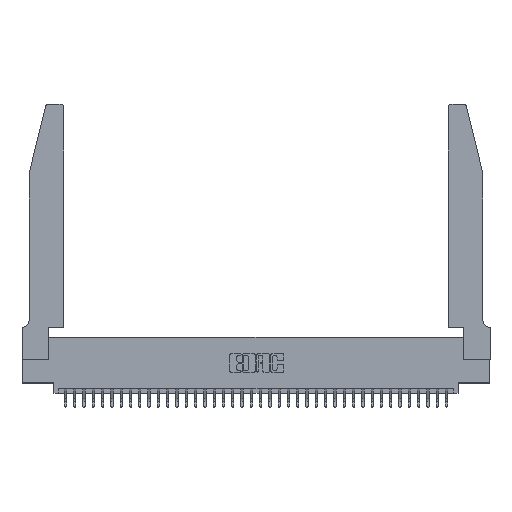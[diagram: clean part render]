
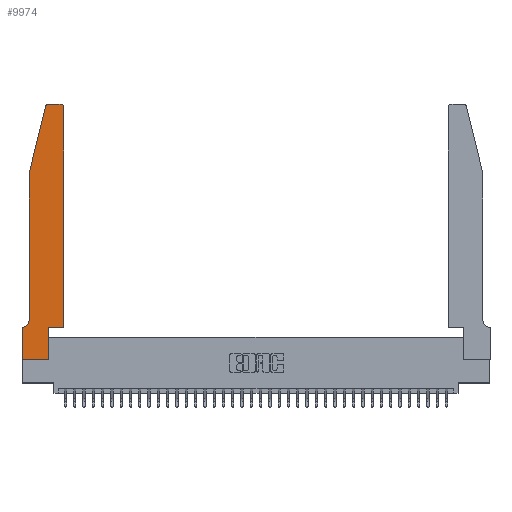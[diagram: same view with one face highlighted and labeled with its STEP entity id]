
A CAD part, top view. The second image highlights one B-rep face of the part: STEP entity #9974.
In plain terms, the highlighted planar face has unit normal (0, 0, 1).
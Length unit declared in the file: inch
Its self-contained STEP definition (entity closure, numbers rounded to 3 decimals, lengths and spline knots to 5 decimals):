
#872 = CARTESIAN_POINT ( 'NONE',  ( 0.0755, 0.42, 0.37 ) ) ;
#1189 = VERTEX_POINT ( 'NONE', #25893 ) ;
#1644 = DIRECTION ( 'NONE',  ( 0., 0., 1. ) ) ;
#1907 = CARTESIAN_POINT ( 'NONE',  ( 0.0755, 0.35, 0.37 ) ) ;
#2333 = CARTESIAN_POINT ( 'NONE',  ( 0.4505, 0.35, 0.37 ) ) ;
#2492 = VERTEX_POINT ( 'NONE', #3225 ) ;
#2574 = CARTESIAN_POINT ( 'NONE',  ( 0.284, 2.75, 0.37 ) ) ;
#2998 = LINE ( 'NONE', #14408, #16702 ) ;
#3015 = CIRCLE ( 'NONE', #16020, 0.07 ) ;
#3225 = CARTESIAN_POINT ( 'NONE',  ( 0., 0., 0.37 ) ) ;
#3616 = VERTEX_POINT ( 'NONE', #15469 ) ;
#3766 = LINE ( 'NONE', #17404, #26366 ) ;
#3984 = VERTEX_POINT ( 'NONE', #19838 ) ;
#4044 = VERTEX_POINT ( 'NONE', #23327 ) ;
#4373 = DIRECTION ( 'NONE',  ( 1., 0., 0. ) ) ;
#4714 = EDGE_CURVE ( 'NONE', #35049, #8037, #6732, .T. ) ;
#5248 = DIRECTION ( 'NONE',  ( 1., 0., 0. ) ) ;
#5892 = VECTOR ( 'NONE', #23415, 39.37008 ) ;
#6304 = CARTESIAN_POINT ( 'NONE',  ( 0., 0., 0.37 ) ) ;
#6452 = VERTEX_POINT ( 'NONE', #2574 ) ;
#6732 = LINE ( 'NONE', #34758, #22896 ) ;
#6852 = CIRCLE ( 'NONE', #7921, 0.03 ) ;
#7921 = AXIS2_PLACEMENT_3D ( 'NONE', #13214, #1644, #16128 ) ;
#8037 = VERTEX_POINT ( 'NONE', #22346 ) ;
#9363 = FACE_OUTER_BOUND ( 'NONE', #37481, .T. ) ;
#9455 = EDGE_CURVE ( 'NONE', #25780, #1189, #3015, .T. ) ;
#9841 = ORIENTED_EDGE ( 'NONE', *, *, #28914, .T. ) ;
#9974 = ADVANCED_FACE ( 'NONE', ( #9363 ), #23798, .T. ) ;
#10035 = VECTOR ( 'NONE', #37683, 39.37008 ) ;
#10411 = ORIENTED_EDGE ( 'NONE', *, *, #9455, .T. ) ;
#10479 = ORIENTED_EDGE ( 'NONE', *, *, #16814, .T. ) ;
#11141 = DIRECTION ( 'NONE',  ( -1., 0., 0. ) ) ;
#11273 = EDGE_CURVE ( 'NONE', #37837, #14549, #3766, .T. ) ;
#11480 = ORIENTED_EDGE ( 'NONE', *, *, #25512, .T. ) ;
#11545 = DIRECTION ( 'NONE',  ( 0., 0., -1. ) ) ;
#11689 = EDGE_CURVE ( 'NONE', #2492, #3616, #20763, .T. ) ;
#11715 = DIRECTION ( 'NONE',  ( -1., 0., 0. ) ) ;
#12611 = DIRECTION ( 'NONE',  ( 0., -1., 0. ) ) ;
#12781 = ORIENTED_EDGE ( 'NONE', *, *, #36481, .T. ) ;
#13214 = CARTESIAN_POINT ( 'NONE',  ( 0.4205, 2.72, 0.37 ) ) ;
#14120 = VECTOR ( 'NONE', #20009, 39.37008 ) ;
#14408 = CARTESIAN_POINT ( 'NONE',  ( 0.2605, 2.75, 0.37 ) ) ;
#14549 = VERTEX_POINT ( 'NONE', #17567 ) ;
#15469 = CARTESIAN_POINT ( 'NONE',  ( 0.2865, 0., 0.37 ) ) ;
#15563 = CARTESIAN_POINT ( 'NONE',  ( 0.4505, 0.35, 0.37 ) ) ;
#15636 = CARTESIAN_POINT ( 'NONE',  ( 0., 0., 0.37 ) ) ;
#15769 = ORIENTED_EDGE ( 'NONE', *, *, #20409, .T. ) ;
#15797 = VECTOR ( 'NONE', #26900, 39.37008 ) ;
#16020 = AXIS2_PLACEMENT_3D ( 'NONE', #32247, #11545, #11141 ) ;
#16128 = DIRECTION ( 'NONE',  ( 1., 0., 0. ) ) ;
#16702 = VECTOR ( 'NONE', #11715, 39.37008 ) ;
#16723 = VECTOR ( 'NONE', #12611, 39.37008 ) ;
#16814 = EDGE_CURVE ( 'NONE', #3616, #3984, #23414, .T. ) ;
#17404 = CARTESIAN_POINT ( 'NONE',  ( 0.0755, 2., 0.37 ) ) ;
#17410 = VERTEX_POINT ( 'NONE', #26255 ) ;
#17567 = CARTESIAN_POINT ( 'NONE',  ( 0.0755, 2., 0.37 ) ) ;
#18914 = EDGE_CURVE ( 'NONE', #17410, #2492, #24584, .T. ) ;
#19838 = CARTESIAN_POINT ( 'NONE',  ( 0.2865, 0.35, 0.37 ) ) ;
#19968 = ORIENTED_EDGE ( 'NONE', *, *, #4714, .T. ) ;
#20009 = DIRECTION ( 'NONE',  ( -1., 0., 0. ) ) ;
#20409 = EDGE_CURVE ( 'NONE', #6452, #37837, #27749, .T. ) ;
#20763 = LINE ( 'NONE', #15636, #21672 ) ;
#21320 = DIRECTION ( 'NONE',  ( 0., 1., 0. ) ) ;
#21672 = VECTOR ( 'NONE', #24928, 39.37008 ) ;
#22026 = ORIENTED_EDGE ( 'NONE', *, *, #22811, .T. ) ;
#22131 = CARTESIAN_POINT ( 'NONE',  ( 0.25487, 2.72718, 0.37 ) ) ;
#22346 = CARTESIAN_POINT ( 'NONE',  ( 0.4505, 2.72, 0.37 ) ) ;
#22351 = ORIENTED_EDGE ( 'NONE', *, *, #18914, .T. ) ;
#22811 = EDGE_CURVE ( 'NONE', #4044, #6452, #2998, .T. ) ;
#22896 = VECTOR ( 'NONE', #21320, 39.37008 ) ;
#23009 = CARTESIAN_POINT ( 'NONE',  ( 0.2865, 0.35, 0.37 ) ) ;
#23242 = AXIS2_PLACEMENT_3D ( 'NONE', #25724, #37563, #5248 ) ;
#23327 = CARTESIAN_POINT ( 'NONE',  ( 0.4205, 2.75, 0.37 ) ) ;
#23414 = LINE ( 'NONE', #23009, #10035 ) ;
#23415 = DIRECTION ( 'NONE',  ( 1., 0., 0. ) ) ;
#23798 = PLANE ( 'NONE',  #23242 ) ;
#24219 = CARTESIAN_POINT ( 'NONE',  ( 0.0755, 2., 0.37 ) ) ;
#24584 = LINE ( 'NONE', #6304, #15797 ) ;
#24709 = CARTESIAN_POINT ( 'NONE',  ( 0.284, 2.72, 0.37 ) ) ;
#24928 = DIRECTION ( 'NONE',  ( 1., 0., 0. ) ) ;
#25512 = EDGE_CURVE ( 'NONE', #8037, #4044, #6852, .T. ) ;
#25522 = LINE ( 'NONE', #24219, #16723 ) ;
#25724 = CARTESIAN_POINT ( 'NONE',  ( 0., 0.35, 0.37 ) ) ;
#25780 = VERTEX_POINT ( 'NONE', #872 ) ;
#25893 = CARTESIAN_POINT ( 'NONE',  ( 0.0055, 0.35, 0.37 ) ) ;
#26255 = CARTESIAN_POINT ( 'NONE',  ( 0., 0.35, 0.37 ) ) ;
#26366 = VECTOR ( 'NONE', #29279, 39.37008 ) ;
#26900 = DIRECTION ( 'NONE',  ( 0., -1., 0. ) ) ;
#27002 = LINE ( 'NONE', #1907, #14120 ) ;
#27044 = LINE ( 'NONE', #15563, #5892 ) ;
#27749 = CIRCLE ( 'NONE', #37958, 0.03 ) ;
#28914 = EDGE_CURVE ( 'NONE', #3984, #35049, #27044, .T. ) ;
#29279 = DIRECTION ( 'NONE',  ( -0.239, -0.971, 0. ) ) ;
#30887 = DIRECTION ( 'NONE',  ( 0., 0., 1. ) ) ;
#31830 = ORIENTED_EDGE ( 'NONE', *, *, #37493, .T. ) ;
#32247 = CARTESIAN_POINT ( 'NONE',  ( 0.0055, 0.42, 0.37 ) ) ;
#34758 = CARTESIAN_POINT ( 'NONE',  ( 0.4505, 0.35, 0.37 ) ) ;
#35049 = VERTEX_POINT ( 'NONE', #2333 ) ;
#36033 = ORIENTED_EDGE ( 'NONE', *, *, #11689, .T. ) ;
#36481 = EDGE_CURVE ( 'NONE', #1189, #17410, #27002, .T. ) ;
#37249 = ORIENTED_EDGE ( 'NONE', *, *, #11273, .T. ) ;
#37481 = EDGE_LOOP ( 'NONE', ( #22026, #15769, #37249, #31830, #10411, #12781, #22351, #36033, #10479, #9841, #19968, #11480 ) ) ;
#37493 = EDGE_CURVE ( 'NONE', #14549, #25780, #25522, .T. ) ;
#37563 = DIRECTION ( 'NONE',  ( 0., 0., 1. ) ) ;
#37683 = DIRECTION ( 'NONE',  ( 0., 1., 0. ) ) ;
#37837 = VERTEX_POINT ( 'NONE', #22131 ) ;
#37958 = AXIS2_PLACEMENT_3D ( 'NONE', #24709, #30887, #4373 ) ;
